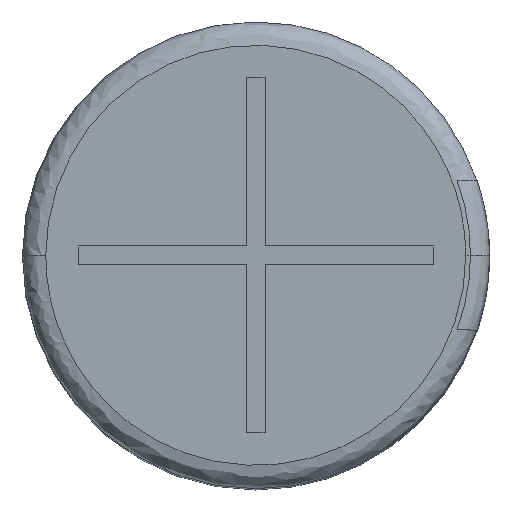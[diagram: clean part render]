
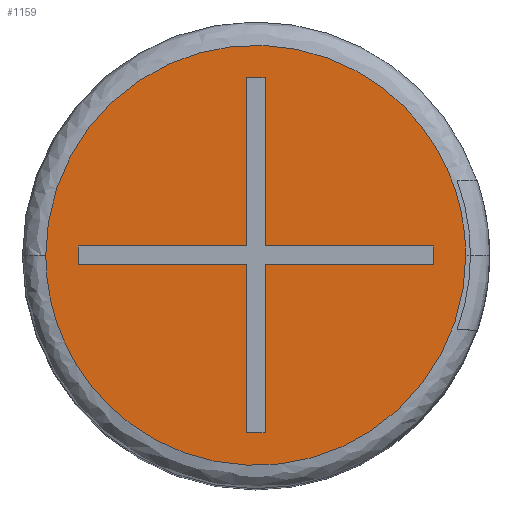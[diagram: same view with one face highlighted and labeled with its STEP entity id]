
A CAD part, top view. The second image highlights one B-rep face of the part: STEP entity #1159.
In plain terms, the highlighted planar face has unit normal (0, 0, 1).
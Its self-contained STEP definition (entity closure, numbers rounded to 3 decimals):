
#11 = LINE ( 'NONE', #1871, #2347 ) ;
#28 = DIRECTION ( 'NONE',  ( -1., 0., 0. ) ) ;
#61 = CARTESIAN_POINT ( 'NONE',  ( -4.5, 0., 17. ) ) ;
#63 = CARTESIAN_POINT ( 'NONE',  ( 3.8, -0.2, 17. ) ) ;
#95 = VERTEX_POINT ( 'NONE', #865 ) ;
#106 = CARTESIAN_POINT ( 'NONE',  ( 0.2, -0.2, 17. ) ) ;
#167 = AXIS2_PLACEMENT_3D ( 'NONE', #2292, #1208, #604 ) ;
#195 = ORIENTED_EDGE ( 'NONE', *, *, #2946, .F. ) ;
#268 = VERTEX_POINT ( 'NONE', #1497 ) ;
#336 = EDGE_CURVE ( 'NONE', #2297, #1499, #3336, .T. ) ;
#407 = DIRECTION ( 'NONE',  ( 1., 0., 0. ) ) ;
#437 = VERTEX_POINT ( 'NONE', #3524 ) ;
#444 = EDGE_CURVE ( 'NONE', #853, #1837, #3646, .T. ) ;
#477 = ORIENTED_EDGE ( 'NONE', *, *, #1784, .F. ) ;
#516 = LINE ( 'NONE', #2814, #1727 ) ;
#536 = CARTESIAN_POINT ( 'NONE',  ( -3.8, 0.2, 17. ) ) ;
#552 = CARTESIAN_POINT ( 'NONE',  ( 3.8, 0., 17. ) ) ;
#604 = DIRECTION ( 'NONE',  ( 0., 1., 0. ) ) ;
#744 = ORIENTED_EDGE ( 'NONE', *, *, #919, .F. ) ;
#754 = CARTESIAN_POINT ( 'NONE',  ( 4.5, 0., 17. ) ) ;
#797 = VECTOR ( 'NONE', #2858, 1000. ) ;
#823 = LINE ( 'NONE', #2419, #3002 ) ;
#853 = VERTEX_POINT ( 'NONE', #3554 ) ;
#865 = CARTESIAN_POINT ( 'NONE',  ( -4.5, 0., 17. ) ) ;
#871 = DIRECTION ( 'NONE',  ( 0., -1., 0. ) ) ;
#882 = CARTESIAN_POINT ( 'NONE',  ( 4.5, 0., 17. ) ) ;
#919 = EDGE_CURVE ( 'NONE', #2633, #3201, #2097, .T. ) ;
#944 = EDGE_CURVE ( 'NONE', #3303, #1695, #1031, .T. ) ;
#1031 = LINE ( 'NONE', #3064, #1351 ) ;
#1043 = CARTESIAN_POINT ( 'NONE',  ( 0., 3.8, 17. ) ) ;
#1085 = DIRECTION ( 'NONE',  ( -1., 0., 0. ) ) ;
#1127 =( BOUNDED_CURVE ( )  B_SPLINE_CURVE ( 3, ( #1803, #2789, #1936, #754 ),
 .UNSPECIFIED., .F., .F. ) 
 B_SPLINE_CURVE_WITH_KNOTS ( ( 4, 4 ),
 ( 0.5, 1. ),
 .UNSPECIFIED. ) 
 CURVE ( )  GEOMETRIC_REPRESENTATION_ITEM ( )  RATIONAL_B_SPLINE_CURVE ( ( 1., 0.333, 0.333, 1. ) ) 
 REPRESENTATION_ITEM ( '' )  );
#1144 = VECTOR ( 'NONE', #28, 1000. ) ;
#1159 = ADVANCED_FACE ( 'NONE', ( #2095, #1483 ), #2598, .F. ) ;
#1208 = DIRECTION ( 'NONE',  ( 0., 0., -1. ) ) ;
#1248 = ORIENTED_EDGE ( 'NONE', *, *, #3525, .F. ) ;
#1294 = ORIENTED_EDGE ( 'NONE', *, *, #1441, .F. ) ;
#1351 = VECTOR ( 'NONE', #1619, 1000. ) ;
#1423 = CARTESIAN_POINT ( 'NONE',  ( -0.2, 0., 17. ) ) ;
#1441 = EDGE_CURVE ( 'NONE', #268, #1464, #3601, .T. ) ;
#1444 = VECTOR ( 'NONE', #1085, 1000. ) ;
#1448 = DIRECTION ( 'NONE',  ( 0., 1., 0. ) ) ;
#1464 = VERTEX_POINT ( 'NONE', #3112 ) ;
#1470 = EDGE_LOOP ( 'NONE', ( #3079, #3238 ) ) ;
#1483 = FACE_OUTER_BOUND ( 'NONE', #1470, .T. ) ;
#1497 = CARTESIAN_POINT ( 'NONE',  ( -0.2, -0.2, 17. ) ) ;
#1499 = VERTEX_POINT ( 'NONE', #63 ) ;
#1524 = VECTOR ( 'NONE', #871, 1000. ) ;
#1562 =( BOUNDED_CURVE ( )  B_SPLINE_CURVE ( 3, ( #882, #2870, #1768, #61 ),
 .UNSPECIFIED., .F., .T. ) 
 B_SPLINE_CURVE_WITH_KNOTS ( ( 4, 4 ),
 ( 0., 0.5 ),
 .UNSPECIFIED. ) 
 CURVE ( )  GEOMETRIC_REPRESENTATION_ITEM ( )  RATIONAL_B_SPLINE_CURVE ( ( 1., 0.333, 0.333, 1. ) ) 
 REPRESENTATION_ITEM ( '' )  );
#1565 = DIRECTION ( 'NONE',  ( 0., 1., 0. ) ) ;
#1619 = DIRECTION ( 'NONE',  ( 0., -1., 0. ) ) ;
#1689 = LINE ( 'NONE', #3402, #1144 ) ;
#1695 = VERTEX_POINT ( 'NONE', #2416 ) ;
#1727 = VECTOR ( 'NONE', #3104, 1000. ) ;
#1756 = CARTESIAN_POINT ( 'NONE',  ( -0.2, 0., 17. ) ) ;
#1768 = CARTESIAN_POINT ( 'NONE',  ( -4.5, -9., 17. ) ) ;
#1769 = VECTOR ( 'NONE', #1448, 1000. ) ;
#1771 = ORIENTED_EDGE ( 'NONE', *, *, #2554, .F. ) ;
#1775 = CARTESIAN_POINT ( 'NONE',  ( 0., -0.2, 17. ) ) ;
#1784 = EDGE_CURVE ( 'NONE', #3076, #2297, #3558, .T. ) ;
#1803 = CARTESIAN_POINT ( 'NONE',  ( -4.5, 0., 17. ) ) ;
#1837 = VERTEX_POINT ( 'NONE', #2980 ) ;
#1871 = CARTESIAN_POINT ( 'NONE',  ( 0., -3.8, 17. ) ) ;
#1877 = EDGE_CURVE ( 'NONE', #1464, #3076, #11, .T. ) ;
#1902 = ORIENTED_EDGE ( 'NONE', *, *, #3349, .F. ) ;
#1936 = CARTESIAN_POINT ( 'NONE',  ( 4.5, 9., 17. ) ) ;
#2058 = EDGE_CURVE ( 'NONE', #3201, #437, #3366, .T. ) ;
#2080 = DIRECTION ( 'NONE',  ( 0., 1., 0. ) ) ;
#2095 = FACE_BOUND ( 'NONE', #2855, .T. ) ;
#2097 = LINE ( 'NONE', #1043, #1444 ) ;
#2135 = DIRECTION ( 'NONE',  ( 1., 0., 0. ) ) ;
#2142 = EDGE_CURVE ( 'NONE', #3107, #95, #1562, .T. ) ;
#2277 = CARTESIAN_POINT ( 'NONE',  ( 0.2, 0., 17. ) ) ;
#2292 = CARTESIAN_POINT ( 'NONE',  ( 0., 0., 17. ) ) ;
#2297 = VERTEX_POINT ( 'NONE', #106 ) ;
#2309 = VECTOR ( 'NONE', #2080, 1000. ) ;
#2347 = VECTOR ( 'NONE', #2135, 1000. ) ;
#2416 = CARTESIAN_POINT ( 'NONE',  ( -3.8, -0.2, 17. ) ) ;
#2419 = CARTESIAN_POINT ( 'NONE',  ( 0.2, 0., 17. ) ) ;
#2495 = DIRECTION ( 'NONE',  ( -1., 0., 0. ) ) ;
#2512 = LINE ( 'NONE', #552, #1769 ) ;
#2554 = EDGE_CURVE ( 'NONE', #437, #3303, #1689, .T. ) ;
#2594 = CARTESIAN_POINT ( 'NONE',  ( 0.2, -3.8, 17. ) ) ;
#2598 = PLANE ( 'NONE',  #167 ) ;
#2633 = VERTEX_POINT ( 'NONE', #3168 ) ;
#2640 = ORIENTED_EDGE ( 'NONE', *, *, #2058, .F. ) ;
#2789 = CARTESIAN_POINT ( 'NONE',  ( -4.5, 9., 17. ) ) ;
#2814 = CARTESIAN_POINT ( 'NONE',  ( 0., -0.2, 17. ) ) ;
#2817 = EDGE_CURVE ( 'NONE', #95, #3107, #1127, .T. ) ;
#2855 = EDGE_LOOP ( 'NONE', ( #2914, #477, #3450, #1294, #195, #3101, #1771, #2640, #744, #1248, #3067, #1902 ) ) ;
#2858 = DIRECTION ( 'NONE',  ( 0., -1., 0. ) ) ;
#2870 = CARTESIAN_POINT ( 'NONE',  ( 4.5, -9., 17. ) ) ;
#2914 = ORIENTED_EDGE ( 'NONE', *, *, #336, .F. ) ;
#2946 = EDGE_CURVE ( 'NONE', #1695, #268, #516, .T. ) ;
#2980 = CARTESIAN_POINT ( 'NONE',  ( 0.2, 0.2, 17. ) ) ;
#2991 = VECTOR ( 'NONE', #2495, 1000. ) ;
#3002 = VECTOR ( 'NONE', #1565, 1000. ) ;
#3038 = CARTESIAN_POINT ( 'NONE',  ( 0., 0.2, 17. ) ) ;
#3064 = CARTESIAN_POINT ( 'NONE',  ( -3.8, 0., 17. ) ) ;
#3067 = ORIENTED_EDGE ( 'NONE', *, *, #444, .F. ) ;
#3076 = VERTEX_POINT ( 'NONE', #2594 ) ;
#3079 = ORIENTED_EDGE ( 'NONE', *, *, #2142, .F. ) ;
#3101 = ORIENTED_EDGE ( 'NONE', *, *, #944, .F. ) ;
#3104 = DIRECTION ( 'NONE',  ( 1., 0., 0. ) ) ;
#3107 = VERTEX_POINT ( 'NONE', #3242 ) ;
#3112 = CARTESIAN_POINT ( 'NONE',  ( -0.2, -3.8, 17. ) ) ;
#3168 = CARTESIAN_POINT ( 'NONE',  ( 0.2, 3.8, 17. ) ) ;
#3201 = VERTEX_POINT ( 'NONE', #3584 ) ;
#3212 = VECTOR ( 'NONE', #407, 1000. ) ;
#3238 = ORIENTED_EDGE ( 'NONE', *, *, #2817, .F. ) ;
#3242 = CARTESIAN_POINT ( 'NONE',  ( 4.5, 0., 17. ) ) ;
#3303 = VERTEX_POINT ( 'NONE', #536 ) ;
#3336 = LINE ( 'NONE', #1775, #3212 ) ;
#3349 = EDGE_CURVE ( 'NONE', #1499, #853, #2512, .T. ) ;
#3366 = LINE ( 'NONE', #1756, #797 ) ;
#3402 = CARTESIAN_POINT ( 'NONE',  ( 0., 0.2, 17. ) ) ;
#3450 = ORIENTED_EDGE ( 'NONE', *, *, #1877, .F. ) ;
#3524 = CARTESIAN_POINT ( 'NONE',  ( -0.2, 0.2, 17. ) ) ;
#3525 = EDGE_CURVE ( 'NONE', #1837, #2633, #823, .T. ) ;
#3554 = CARTESIAN_POINT ( 'NONE',  ( 3.8, 0.2, 17. ) ) ;
#3558 = LINE ( 'NONE', #2277, #2309 ) ;
#3584 = CARTESIAN_POINT ( 'NONE',  ( -0.2, 3.8, 17. ) ) ;
#3601 = LINE ( 'NONE', #1423, #1524 ) ;
#3646 = LINE ( 'NONE', #3038, #2991 ) ;
